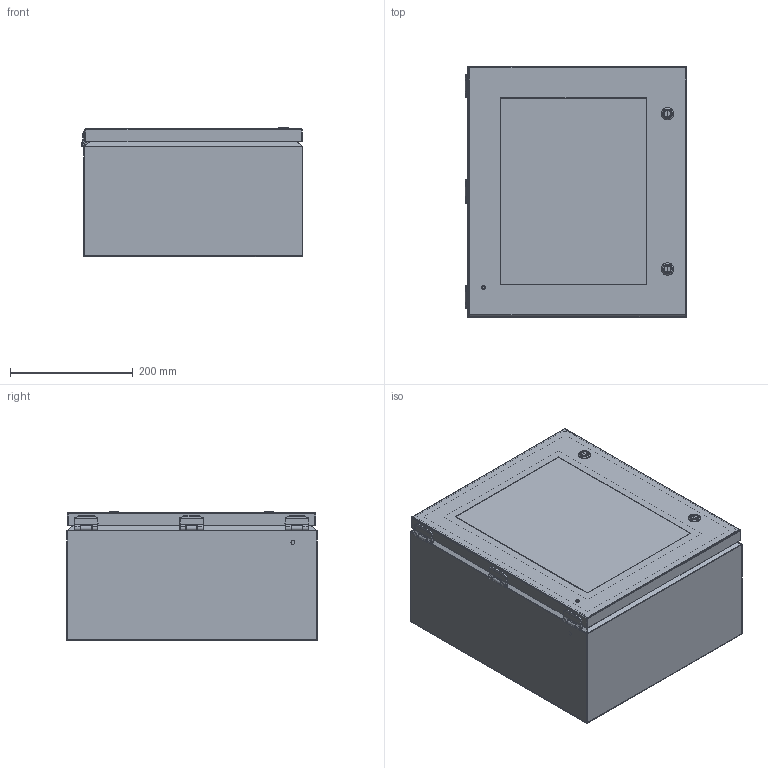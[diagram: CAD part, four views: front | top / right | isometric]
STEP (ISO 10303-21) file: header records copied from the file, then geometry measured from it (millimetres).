
FILE_DESCRIPTION (( 'STEP AP214' ), '1' );
FILE_NAME ('SCE-16148ELJW.STEP', '2021-01-24T16:01:38', ( '' ), ( '' ), 'SwSTEP 2.0', 'SolidWorks 2019', '' );
FILE_SCHEMA (( 'AUTOMOTIVE_DESIGN' ));
Length unit declared in the file: inch
Products named in the file (1): SCE-16148ELJW
Bounding box: 361.2 x 407.92 x 210.71 mm (x, y, z)
Volume: 1665141.6 mm3; surface area: 1620435.9 mm2
Topology: 52 solids, 55 shells, 2925 faces, 7155 edges, 4244 vertices
Faces by surface type: bspline 1175, cylinder 819, plane 811, torus 64, cone 48, sphere 8
Full cylindrical faces by diameter (mm): 0.508 x3, 2.54 x3, 3.962 x3, 4.013 x3, 4.06 x6, 4.318 x6, 4.572 x3, 4.775 x8, 4.826 x8, 4.981 x1, 5.08 x2, 5.537 x2, 5.842 x3, 6.02 x3, 6.058 x2, 6.35 x6, 6.463 x2, 6.502 x2, 6.756 x2, 6.824 x2, 7.112 x6, 7.167 x2, 7.216 x4, 7.874 x2, 8.28 x2, 8.89 x2, 9.474 x6, 10.922 x2, 11.684 x2, 12.065 x2
Entity records: 185430 total; most frequent: CARTESIAN_POINT 92536, ORIENTED_EDGE 13518, DIRECTION 7196, EDGE_CURVE 6759, VERTEX_POINT 4185, B_SPLINE_CURVE_WITH_KNOTS 3644, EDGE_LOOP 3246, FACE_OUTER_BOUND 3073
